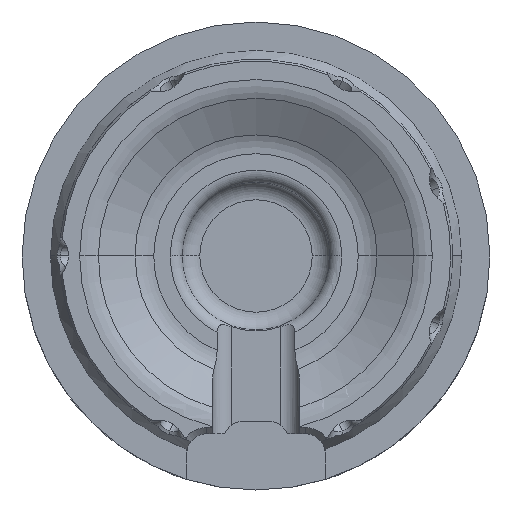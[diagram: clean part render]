
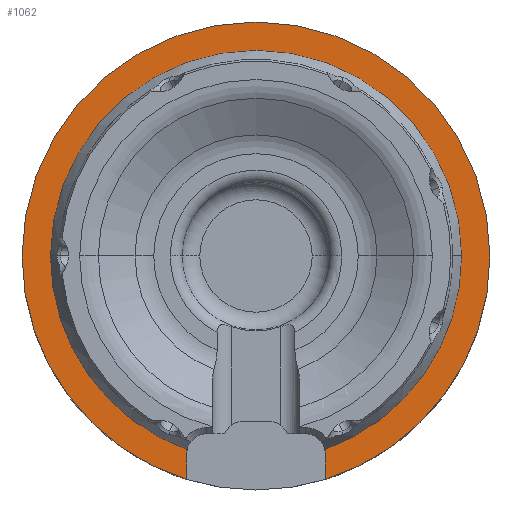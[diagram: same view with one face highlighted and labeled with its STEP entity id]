
A CAD part, top view. The second image highlights one B-rep face of the part: STEP entity #1062.
In plain terms, the highlighted planar face has unit normal (0, 0, 1).
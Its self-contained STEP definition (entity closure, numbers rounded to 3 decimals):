
#26 = CIRCLE ( 'NONE', #2569, 32.943 ) ;
#32 = DIRECTION ( 'NONE',  ( 0., -1., 0. ) ) ;
#42 = DIRECTION ( 'NONE',  ( 1., 0., 0. ) ) ;
#65 = VERTEX_POINT ( 'NONE', #2310 ) ;
#69 = CIRCLE ( 'NONE', #1768, 37.5 ) ;
#85 = VECTOR ( 'NONE', #32, 1000. ) ;
#92 = CARTESIAN_POINT ( 'NONE',  ( 0., 0., 9.7 ) ) ;
#101 = DIRECTION ( 'NONE',  ( 1., 0., 0. ) ) ;
#126 = LINE ( 'NONE', #879, #85 ) ;
#204 = AXIS2_PLACEMENT_3D ( 'NONE', #1018, #3224, #2412 ) ;
#232 = DIRECTION ( 'NONE',  ( 0., 0., -1. ) ) ;
#243 = CIRCLE ( 'NONE', #3136, 3.2 ) ;
#258 = CARTESIAN_POINT ( 'NONE',  ( 0., 0., 9.7 ) ) ;
#265 = AXIS2_PLACEMENT_3D ( 'NONE', #1627, #2156, #2734 ) ;
#337 = CIRCLE ( 'NONE', #1293, 37.5 ) ;
#396 = ORIENTED_EDGE ( 'NONE', *, *, #1308, .T. ) ;
#438 = VERTEX_POINT ( 'NONE', #617 ) ;
#468 = DIRECTION ( 'NONE',  ( 1., 0., 0. ) ) ;
#519 = CARTESIAN_POINT ( 'NONE',  ( 0., 0., 9.7 ) ) ;
#573 = AXIS2_PLACEMENT_3D ( 'NONE', #519, #771, #2703 ) ;
#617 = CARTESIAN_POINT ( 'NONE',  ( 11.032, -31.041, 9.7 ) ) ;
#649 = DIRECTION ( 'NONE',  ( 0., 0., -1. ) ) ;
#654 = ORIENTED_EDGE ( 'NONE', *, *, #3178, .T. ) ;
#771 = DIRECTION ( 'NONE',  ( 0., 0., 1. ) ) ;
#799 = CIRCLE ( 'NONE', #1222, 32.943 ) ;
#834 = CARTESIAN_POINT ( 'NONE',  ( -7.9, -31.7, 9.7 ) ) ;
#858 = VERTEX_POINT ( 'NONE', #2819 ) ;
#871 = DIRECTION ( 'NONE',  ( 1., 0., 0. ) ) ;
#879 = CARTESIAN_POINT ( 'NONE',  ( -11.1, 0., 9.7 ) ) ;
#1018 = CARTESIAN_POINT ( 'NONE',  ( 7.9, -31.7, 9.7 ) ) ;
#1028 = ORIENTED_EDGE ( 'NONE', *, *, #3547, .F. ) ;
#1062 = ADVANCED_FACE ( 'NONE', ( #1794 ), #3249, .T. ) ;
#1090 = CARTESIAN_POINT ( 'NONE',  ( 0., 0., 9.7 ) ) ;
#1101 = DIRECTION ( 'NONE',  ( 1., 0., 0. ) ) ;
#1129 = DIRECTION ( 'NONE',  ( 0., 0., 1. ) ) ;
#1131 = EDGE_CURVE ( 'NONE', #1871, #858, #337, .T. ) ;
#1222 = AXIS2_PLACEMENT_3D ( 'NONE', #92, #649, #101 ) ;
#1238 = LINE ( 'NONE', #1324, #3156 ) ;
#1293 = AXIS2_PLACEMENT_3D ( 'NONE', #258, #1129, #1101 ) ;
#1308 = EDGE_CURVE ( 'NONE', #3467, #438, #2364, .T. ) ;
#1324 = CARTESIAN_POINT ( 'NONE',  ( 11.1, 0., 9.7 ) ) ;
#1343 = DIRECTION ( 'NONE',  ( 1., 0., 0. ) ) ;
#1412 = CIRCLE ( 'NONE', #3434, 37.5 ) ;
#1428 = EDGE_CURVE ( 'NONE', #65, #1531, #243, .T. ) ;
#1435 = EDGE_CURVE ( 'NONE', #65, #3155, #26, .T. ) ;
#1466 = EDGE_LOOP ( 'NONE', ( #1639, #2149, #2459, #1557, #396, #1704, #1028, #654, #2542, #1626 ) ) ;
#1531 = VERTEX_POINT ( 'NONE', #3096 ) ;
#1557 = ORIENTED_EDGE ( 'NONE', *, *, #1614, .T. ) ;
#1596 = CARTESIAN_POINT ( 'NONE',  ( -32.943, 0., 9.7 ) ) ;
#1601 = DIRECTION ( 'NONE',  ( 0., 1., 0. ) ) ;
#1614 = EDGE_CURVE ( 'NONE', #3155, #3467, #799, .T. ) ;
#1626 = ORIENTED_EDGE ( 'NONE', *, *, #1131, .T. ) ;
#1627 = CARTESIAN_POINT ( 'NONE',  ( 0., 0., 9.7 ) ) ;
#1639 = ORIENTED_EDGE ( 'NONE', *, *, #2475, .F. ) ;
#1651 = CARTESIAN_POINT ( 'NONE',  ( 11.1, -35.82, 9.7 ) ) ;
#1691 = EDGE_CURVE ( 'NONE', #1910, #1871, #69, .T. ) ;
#1704 = ORIENTED_EDGE ( 'NONE', *, *, #2948, .F. ) ;
#1768 = AXIS2_PLACEMENT_3D ( 'NONE', #2969, #3214, #468 ) ;
#1794 = FACE_OUTER_BOUND ( 'NONE', #1466, .T. ) ;
#1871 = VERTEX_POINT ( 'NONE', #2476 ) ;
#1910 = VERTEX_POINT ( 'NONE', #3048 ) ;
#2149 = ORIENTED_EDGE ( 'NONE', *, *, #1428, .F. ) ;
#2156 = DIRECTION ( 'NONE',  ( 0., 0., -1. ) ) ;
#2242 = VERTEX_POINT ( 'NONE', #3207 ) ;
#2290 = VERTEX_POINT ( 'NONE', #1651 ) ;
#2310 = CARTESIAN_POINT ( 'NONE',  ( -11.032, -31.041, 9.7 ) ) ;
#2364 = CIRCLE ( 'NONE', #265, 32.943 ) ;
#2412 = DIRECTION ( 'NONE',  ( 1., 0., 0. ) ) ;
#2459 = ORIENTED_EDGE ( 'NONE', *, *, #1435, .T. ) ;
#2468 = DIRECTION ( 'NONE',  ( 0., 0., 1. ) ) ;
#2475 = EDGE_CURVE ( 'NONE', #1531, #858, #126, .T. ) ;
#2476 = CARTESIAN_POINT ( 'NONE',  ( -37.5, 0., 9.7 ) ) ;
#2533 = DIRECTION ( 'NONE',  ( 0., 0., 1. ) ) ;
#2542 = ORIENTED_EDGE ( 'NONE', *, *, #1691, .T. ) ;
#2569 = AXIS2_PLACEMENT_3D ( 'NONE', #1090, #232, #42 ) ;
#2703 = DIRECTION ( 'NONE',  ( 1., 0., 0. ) ) ;
#2734 = DIRECTION ( 'NONE',  ( 1., 0., 0. ) ) ;
#2819 = CARTESIAN_POINT ( 'NONE',  ( -11.1, -35.82, 9.7 ) ) ;
#2948 = EDGE_CURVE ( 'NONE', #2242, #438, #3289, .T. ) ;
#2969 = CARTESIAN_POINT ( 'NONE',  ( 0., 0., 9.7 ) ) ;
#3048 = CARTESIAN_POINT ( 'NONE',  ( 37.5, 0., 9.7 ) ) ;
#3095 = CARTESIAN_POINT ( 'NONE',  ( 0., 0., 9.7 ) ) ;
#3096 = CARTESIAN_POINT ( 'NONE',  ( -11.1, -31.7, 9.7 ) ) ;
#3136 = AXIS2_PLACEMENT_3D ( 'NONE', #834, #2468, #1343 ) ;
#3155 = VERTEX_POINT ( 'NONE', #1596 ) ;
#3156 = VECTOR ( 'NONE', #1601, 1000. ) ;
#3178 = EDGE_CURVE ( 'NONE', #2290, #1910, #1412, .T. ) ;
#3207 = CARTESIAN_POINT ( 'NONE',  ( 11.1, -31.7, 9.7 ) ) ;
#3214 = DIRECTION ( 'NONE',  ( 0., 0., 1. ) ) ;
#3220 = CARTESIAN_POINT ( 'NONE',  ( 32.943, 0., 9.7 ) ) ;
#3224 = DIRECTION ( 'NONE',  ( 0., 0., 1. ) ) ;
#3249 = PLANE ( 'NONE',  #573 ) ;
#3289 = CIRCLE ( 'NONE', #204, 3.2 ) ;
#3434 = AXIS2_PLACEMENT_3D ( 'NONE', #3095, #2533, #871 ) ;
#3467 = VERTEX_POINT ( 'NONE', #3220 ) ;
#3547 = EDGE_CURVE ( 'NONE', #2290, #2242, #1238, .T. ) ;
